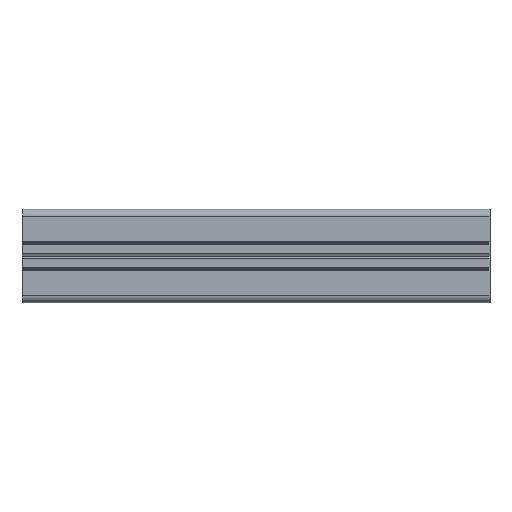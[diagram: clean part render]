
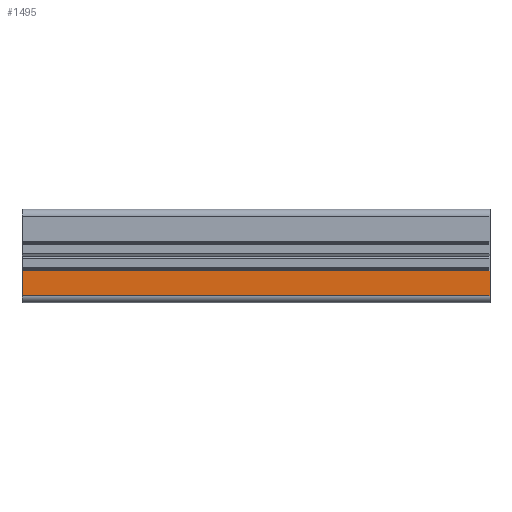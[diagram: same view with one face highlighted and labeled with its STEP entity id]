
A CAD part, left-side view. The second image highlights one B-rep face of the part: STEP entity #1495.
In plain terms, the highlighted planar face has unit normal (-1, 0, 0).
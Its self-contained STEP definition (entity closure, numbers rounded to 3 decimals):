
#234 = DIRECTION ( 'NONE',  ( 0., 1., 0. ) ) ;
#646 = VECTOR ( 'NONE', #3340, 1000. ) ;
#689 = EDGE_CURVE ( 'NONE', #5971, #5464, #2121, .T. ) ;
#740 = CARTESIAN_POINT ( 'NONE',  ( -20., 200., -17. ) ) ;
#781 = VERTEX_POINT ( 'NONE', #740 ) ;
#886 = ORIENTED_EDGE ( 'NONE', *, *, #689, .T. ) ;
#930 = AXIS2_PLACEMENT_3D ( 'NONE', #4602, #5954, #2766 ) ;
#1197 = ORIENTED_EDGE ( 'NONE', *, *, #2273, .T. ) ;
#1495 = ADVANCED_FACE ( 'NONE', ( #4934 ), #3674, .T. ) ;
#2005 = LINE ( 'NONE', #4778, #2932 ) ;
#2058 = DIRECTION ( 'NONE',  ( 0., -1., 0. ) ) ;
#2083 = CARTESIAN_POINT ( 'NONE',  ( -20., 200., -6.3 ) ) ;
#2121 = LINE ( 'NONE', #3395, #4940 ) ;
#2273 = EDGE_CURVE ( 'NONE', #5464, #781, #4844, .T. ) ;
#2398 = LINE ( 'NONE', #3538, #4783 ) ;
#2538 = CARTESIAN_POINT ( 'NONE',  ( -20., 0., -17. ) ) ;
#2766 = DIRECTION ( 'NONE',  ( 0., 0., 1. ) ) ;
#2875 = ORIENTED_EDGE ( 'NONE', *, *, #5363, .T. ) ;
#2911 = EDGE_LOOP ( 'NONE', ( #3880, #886, #1197, #2875 ) ) ;
#2932 = VECTOR ( 'NONE', #2058, 1000. ) ;
#2933 = EDGE_CURVE ( 'NONE', #4955, #5971, #2398, .T. ) ;
#3340 = DIRECTION ( 'NONE',  ( 0., 0., -1. ) ) ;
#3355 = CARTESIAN_POINT ( 'NONE',  ( -20., 200., -17. ) ) ;
#3395 = CARTESIAN_POINT ( 'NONE',  ( -20., 0., -6.3 ) ) ;
#3538 = CARTESIAN_POINT ( 'NONE',  ( -20., 0., -17. ) ) ;
#3674 = PLANE ( 'NONE',  #930 ) ;
#3880 = ORIENTED_EDGE ( 'NONE', *, *, #2933, .T. ) ;
#4602 = CARTESIAN_POINT ( 'NONE',  ( -20., 0., -17. ) ) ;
#4710 = CARTESIAN_POINT ( 'NONE',  ( -20., 0., -6.3 ) ) ;
#4778 = CARTESIAN_POINT ( 'NONE',  ( -20., 0., -17. ) ) ;
#4783 = VECTOR ( 'NONE', #4959, 1000. ) ;
#4844 = LINE ( 'NONE', #3355, #646 ) ;
#4934 = FACE_OUTER_BOUND ( 'NONE', #2911, .T. ) ;
#4940 = VECTOR ( 'NONE', #234, 1000. ) ;
#4955 = VERTEX_POINT ( 'NONE', #2538 ) ;
#4959 = DIRECTION ( 'NONE',  ( 0., 0., 1. ) ) ;
#5363 = EDGE_CURVE ( 'NONE', #781, #4955, #2005, .T. ) ;
#5464 = VERTEX_POINT ( 'NONE', #2083 ) ;
#5954 = DIRECTION ( 'NONE',  ( -1., 0., 0. ) ) ;
#5971 = VERTEX_POINT ( 'NONE', #4710 ) ;
